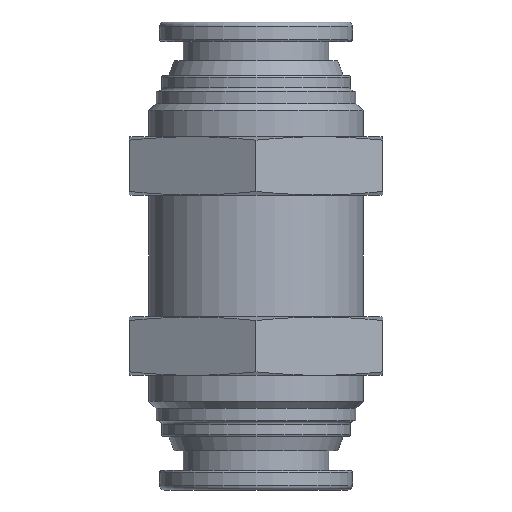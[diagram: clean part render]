
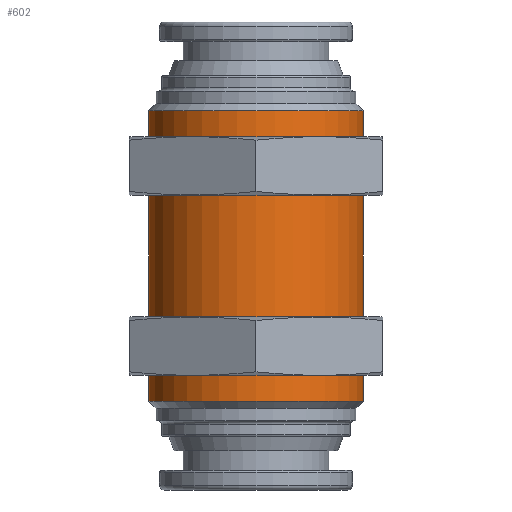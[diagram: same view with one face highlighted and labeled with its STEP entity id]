
A CAD part, front view. The second image highlights one B-rep face of the part: STEP entity #602.
In plain terms, the highlighted cylindrical face has radius 11 mm (diameter 22 mm), a full revolution.
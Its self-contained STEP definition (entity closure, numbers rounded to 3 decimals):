
#72=CYLINDRICAL_SURFACE('',#695,11.);
#119=ORIENTED_EDGE('',*,*,#229,.F.);
#120=ORIENTED_EDGE('',*,*,#228,.T.);
#228=EDGE_CURVE('',#290,#290,#346,.T.);
#229=EDGE_CURVE('',#291,#291,#347,.T.);
#290=VERTEX_POINT('',#1013);
#291=VERTEX_POINT('',#1016);
#346=CIRCLE('',#694,11.);
#347=CIRCLE('',#696,11.);
#405=EDGE_LOOP('',(#119));
#406=EDGE_LOOP('',(#120));
#501=FACE_BOUND('',#405,.T.);
#502=FACE_BOUND('',#406,.T.);
#602=ADVANCED_FACE('',(#501,#502),#72,.T.);
#694=AXIS2_PLACEMENT_3D('',#1012,#824,#825);
#695=AXIS2_PLACEMENT_3D('',#1014,#826,#827);
#696=AXIS2_PLACEMENT_3D('',#1015,#828,#829);
#824=DIRECTION('',(0.,0.,-1.));
#825=DIRECTION('',(-1.,0.,0.));
#826=DIRECTION('',(0.,0.,-1.));
#827=DIRECTION('',(-1.,0.,0.));
#828=DIRECTION('',(0.,0.,-1.));
#829=DIRECTION('',(-1.,0.,0.));
#1012=CARTESIAN_POINT('',(0.,0.,14.887));
#1013=CARTESIAN_POINT('',(-11.,0.,14.887));
#1014=CARTESIAN_POINT('',(0.,0.,-24.));
#1015=CARTESIAN_POINT('',(0.,0.,-14.887));
#1016=CARTESIAN_POINT('',(-11.,0.,-14.887));
